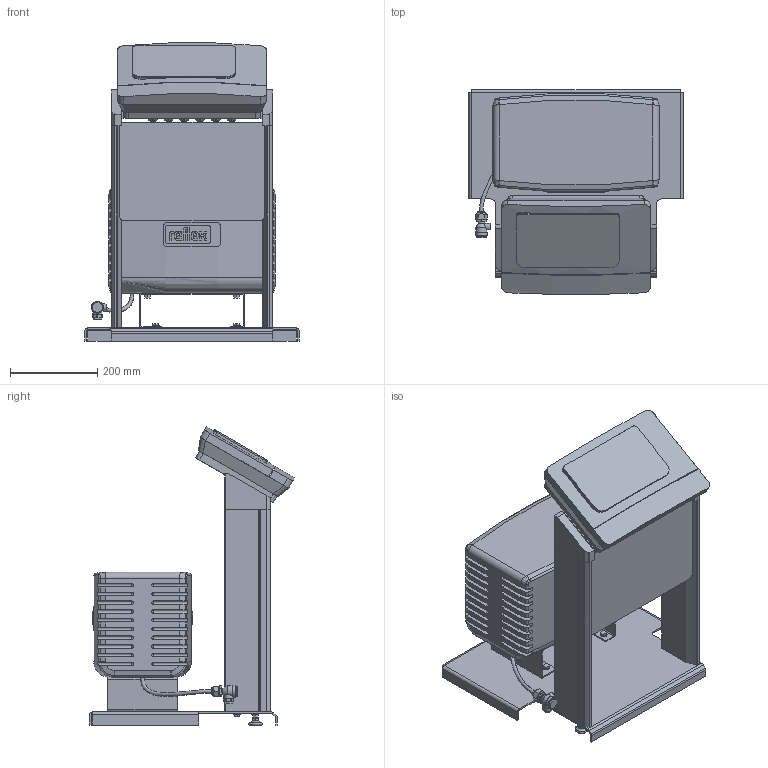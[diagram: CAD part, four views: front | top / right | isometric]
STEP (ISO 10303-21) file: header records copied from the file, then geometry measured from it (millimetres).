
FILE_DESCRIPTION(/* description */ (''),/* implementation_level */ '2;1');
FILE_NAME(/* name */ '3d_ReflexomatRS90_1-8882800.stp',/* time_stamp */ '2024-06-19T13:32:06+02:00',/* author */ ('Andrzej'),/* organization */ (''),/* preprocessor_version */ 'ST-DEVELOPER v16.13',/* originating_system */ 'AutoCAD Mechanical',/* authorisation */ '');
FILE_SCHEMA (('AUTOMOTIVE_DESIGN { 1 0 10303 214 3 1 1 }'));
Products named in the file (1): Product
Bounding box: 490 x 469.55 x 682.22 mm (x, y, z)
Volume: 28526263.1 mm3; surface area: 2013587.8 mm2
Topology: 60 solids, 60 shells, 1716 faces, 4425 edges, 2868 vertices
Faces by surface type: plane 1086, cylinder 485, bspline 49, sphere 40, torus 37, cone 19
Full cylindrical faces by diameter (mm): 5 x6, 6.2 x2, 6.6 x4, 8 x12, 8.4 x4, 8.5 x2, 9 x4, 10 x4, 10.5 x8, 11.63 x2, 15 x3, 16 x24, 17 x8, 17.5 x8, 18.99 x1, 19 x8, 20 x2, 21 x2, 23 x2, 24 x1, 27 x1
Entity records: 54115 total; most frequent: CARTESIAN_POINT 12757, DIRECTION 8490, ORIENTED_EDGE 8324, EDGE_CURVE 4162, LINE 2864, VECTOR 2864, VERTEX_POINT 2828, AXIS2_PLACEMENT_3D 2813
